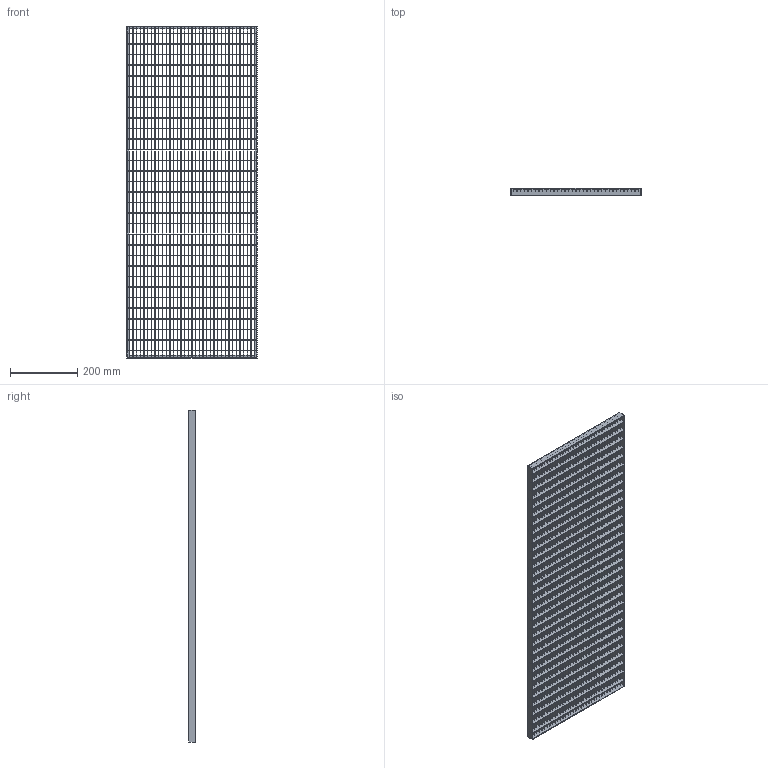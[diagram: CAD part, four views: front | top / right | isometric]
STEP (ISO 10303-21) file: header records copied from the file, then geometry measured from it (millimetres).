
FILE_DESCRIPTION (( 'STEP AP203' ), '1' );
FILE_NAME ('23-39993120-7.step', '2015-08-26T22:56:17', ( '' ), ( '' ), 'SwSTEP 2.0', 'SolidWorks 2015', '' );
FILE_SCHEMA (( 'CONFIG_CONTROL_DESIGN' ));
Products named in the file (1): 23-39993120-7
Bounding box: 390 x 20 x 990 mm (x, y, z)
Volume: 826714 mm3; surface area: 1353054 mm2
Topology: 1 solids, 1 shells, 3700 faces, 14256 edges, 9500 vertices
Faces by surface type: plane 3700
Entity records: 150717 total; most frequent: ORIENTED_EDGE 28512, CARTESIAN_POINT 27469, DIRECTION 21654, EDGE_CURVE 14256, LINE 14252, VECTOR 14252, VERTEX_POINT 9500, EDGE_LOOP 4818
